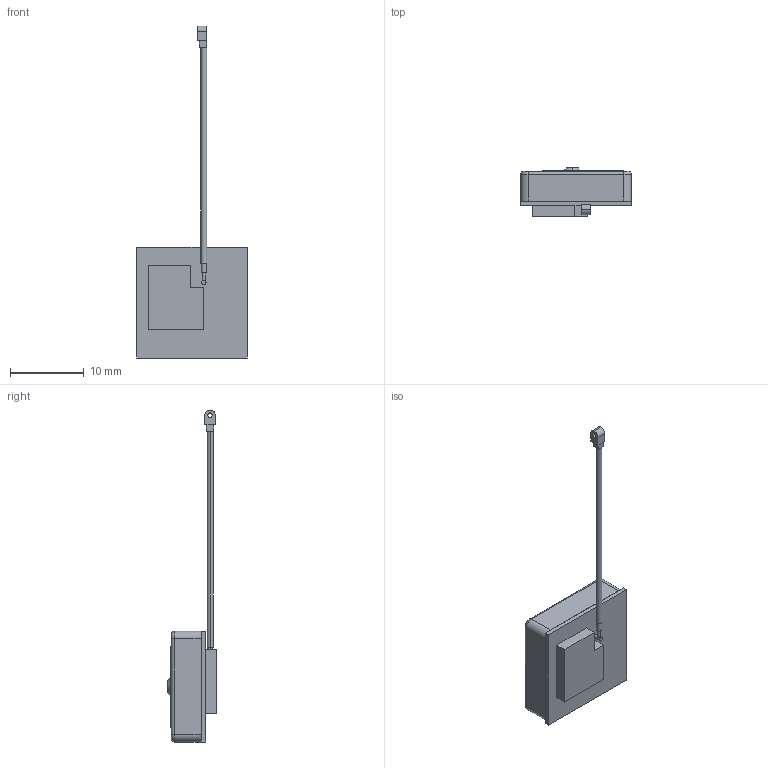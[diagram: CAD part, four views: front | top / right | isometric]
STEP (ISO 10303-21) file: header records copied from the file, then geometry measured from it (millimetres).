
FILE_DESCRIPTION (( 'STEP AP214' ), '1' );
FILE_NAME ('APAM1568YE15V2.0.STEP', '2015-02-19T10:07:09', ( 'D4' ), ( '' ), 'SwSTEP 2.0', 'SolidWorks 2012', '' );
FILE_SCHEMA (( 'AUTOMOTIVE_DESIGN' ));
Length unit declared in the file: millimetre
Products named in the file (1): APAM1568YE15V2.0
Bounding box: 15 x 6.7 x 45 mm (x, y, z)
Volume: 1158 mm3; surface area: 1311 mm2
Topology: 2 solids, 2 shells, 261 faces, 672 edges, 444 vertices
Faces by surface type: plane 166, bspline 67, cylinder 20, torus 6, cone 2
Entity records: 14412 total; most frequent: CARTESIAN_POINT 5769, ORIENTED_EDGE 1344, DIRECTION 974, EDGE_CURVE 672, VECTOR 484, LINE 484, VERTEX_POINT 444, EDGE_LOOP 292
